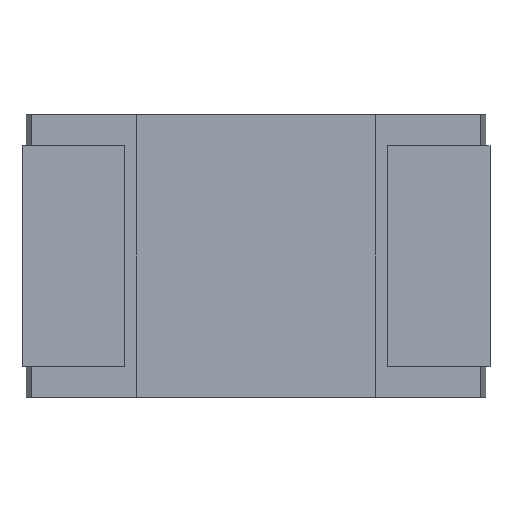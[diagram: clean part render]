
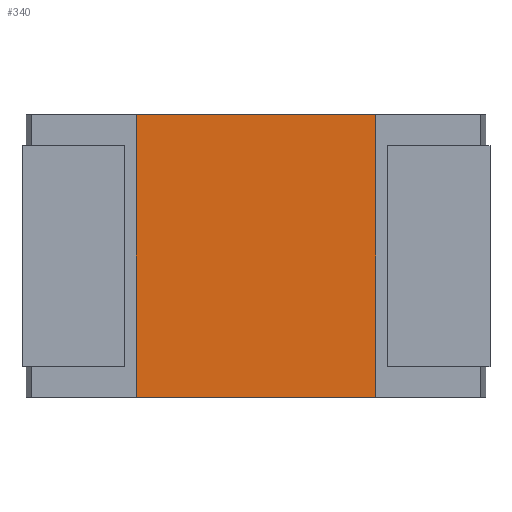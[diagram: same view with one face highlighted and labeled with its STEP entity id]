
A CAD part, front view. The second image highlights one B-rep face of the part: STEP entity #340.
In plain terms, the highlighted planar face has unit normal (0, -1, 0).
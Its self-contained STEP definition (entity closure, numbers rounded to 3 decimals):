
#9 = FACE_OUTER_BOUND ( 'NONE', #437, .T. ) ;
#12 = EDGE_CURVE ( 'NONE', #595, #563, #100, .T. ) ;
#21 = DIRECTION ( 'NONE',  ( 1., 0., 0. ) ) ;
#100 = LINE ( 'NONE', #1186, #1250 ) ;
#104 = CARTESIAN_POINT ( 'NONE',  ( -2.955, 0., -6.98 ) ) ;
#121 = LINE ( 'NONE', #406, #394 ) ;
#125 = EDGE_CURVE ( 'NONE', #424, #595, #121, .T. ) ;
#198 = DIRECTION ( 'NONE',  ( -1., 0., 0. ) ) ;
#326 = AXIS2_PLACEMENT_3D ( 'NONE', #989, #1099, #21 ) ;
#334 = ORIENTED_EDGE ( 'NONE', *, *, #743, .T. ) ;
#340 = ADVANCED_FACE ( 'NONE', ( #9 ), #777, .T. ) ;
#394 = VECTOR ( 'NONE', #635, 1000. ) ;
#406 = CARTESIAN_POINT ( 'NONE',  ( 2.955, 0., -6.98 ) ) ;
#413 = EDGE_CURVE ( 'NONE', #424, #649, #996, .T. ) ;
#424 = VERTEX_POINT ( 'NONE', #503 ) ;
#437 = EDGE_LOOP ( 'NONE', ( #673, #477, #448, #334 ) ) ;
#448 = ORIENTED_EDGE ( 'NONE', *, *, #12, .T. ) ;
#477 = ORIENTED_EDGE ( 'NONE', *, *, #125, .T. ) ;
#503 = CARTESIAN_POINT ( 'NONE',  ( 2.955, 0., -6.98 ) ) ;
#511 = VECTOR ( 'NONE', #687, 1000. ) ;
#563 = VERTEX_POINT ( 'NONE', #1151 ) ;
#595 = VERTEX_POINT ( 'NONE', #1045 ) ;
#635 = DIRECTION ( 'NONE',  ( 0., 0., 1. ) ) ;
#649 = VERTEX_POINT ( 'NONE', #1275 ) ;
#673 = ORIENTED_EDGE ( 'NONE', *, *, #413, .F. ) ;
#687 = DIRECTION ( 'NONE',  ( -1., 0., 0. ) ) ;
#743 = EDGE_CURVE ( 'NONE', #563, #649, #1097, .T. ) ;
#766 = DIRECTION ( 'NONE',  ( 0., 0., -1. ) ) ;
#777 = PLANE ( 'NONE',  #326 ) ;
#989 = CARTESIAN_POINT ( 'NONE',  ( -2.955, 0., -6.98 ) ) ;
#996 = LINE ( 'NONE', #1092, #511 ) ;
#1045 = CARTESIAN_POINT ( 'NONE',  ( 2.955, 0., 0. ) ) ;
#1092 = CARTESIAN_POINT ( 'NONE',  ( 0., 0., -6.98 ) ) ;
#1097 = LINE ( 'NONE', #104, #1243 ) ;
#1099 = DIRECTION ( 'NONE',  ( 0., -1., 0. ) ) ;
#1151 = CARTESIAN_POINT ( 'NONE',  ( -2.955, 0., 0. ) ) ;
#1186 = CARTESIAN_POINT ( 'NONE',  ( 0., 0., 0. ) ) ;
#1243 = VECTOR ( 'NONE', #766, 1000. ) ;
#1250 = VECTOR ( 'NONE', #198, 1000. ) ;
#1275 = CARTESIAN_POINT ( 'NONE',  ( -2.955, 0., -6.98 ) ) ;
